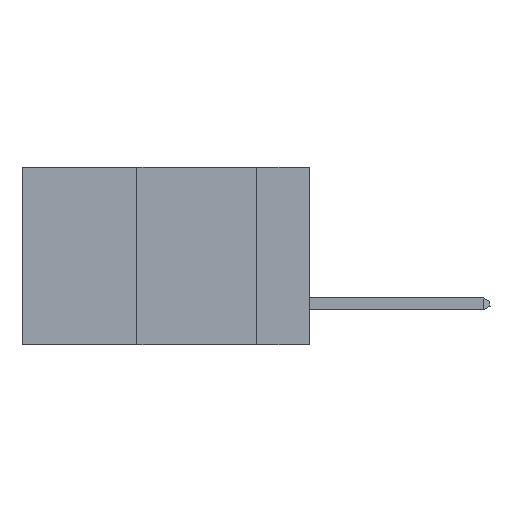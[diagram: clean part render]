
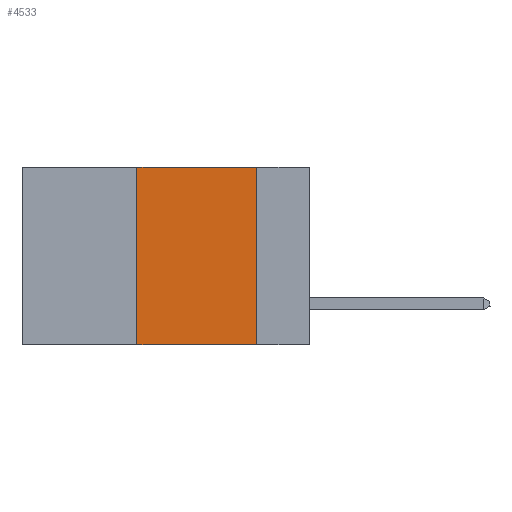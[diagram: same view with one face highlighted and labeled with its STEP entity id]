
A CAD part, left-side view. The second image highlights one B-rep face of the part: STEP entity #4533.
In plain terms, the highlighted planar face has unit normal (-1, 0, 0).
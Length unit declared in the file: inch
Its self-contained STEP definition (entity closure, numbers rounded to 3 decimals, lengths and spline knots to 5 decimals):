
#548 = CARTESIAN_POINT ( 'NONE',  ( 0., 0.36, -0.37 ) ) ;
#1336 = VERTEX_POINT ( 'NONE', #17244 ) ;
#1748 = DIRECTION ( 'NONE',  ( 0., -1., 0. ) ) ;
#2629 = ORIENTED_EDGE ( 'NONE', *, *, #4288, .F. ) ;
#2645 = VECTOR ( 'NONE', #12441, 39.37008 ) ;
#2679 = FACE_OUTER_BOUND ( 'NONE', #17143, .T. ) ;
#3516 = VERTEX_POINT ( 'NONE', #548 ) ;
#4258 = DIRECTION ( 'NONE',  ( 0., 0., -1. ) ) ;
#4288 = EDGE_CURVE ( 'NONE', #10377, #1336, #10300, .T. ) ;
#4533 = ADVANCED_FACE ( 'NONE', ( #2679 ), #9956, .F. ) ;
#4593 = CARTESIAN_POINT ( 'NONE',  ( 0., 0.36, 0. ) ) ;
#4718 = VECTOR ( 'NONE', #21344, 39.37008 ) ;
#5926 = ORIENTED_EDGE ( 'NONE', *, *, #11918, .T. ) ;
#6340 = DIRECTION ( 'NONE',  ( 0., 0., -1. ) ) ;
#6360 = ORIENTED_EDGE ( 'NONE', *, *, #21891, .F. ) ;
#7680 = LINE ( 'NONE', #15770, #9446 ) ;
#8051 = DIRECTION ( 'NONE',  ( 1., 0., 0. ) ) ;
#8400 = VERTEX_POINT ( 'NONE', #18322 ) ;
#8734 = LINE ( 'NONE', #22304, #13115 ) ;
#9446 = VECTOR ( 'NONE', #4258, 39.37008 ) ;
#9956 = PLANE ( 'NONE',  #21135 ) ;
#10300 = LINE ( 'NONE', #21265, #4718 ) ;
#10377 = VERTEX_POINT ( 'NONE', #4593 ) ;
#11918 = EDGE_CURVE ( 'NONE', #3516, #8400, #8734, .T. ) ;
#12441 = DIRECTION ( 'NONE',  ( 0., 0., 1. ) ) ;
#12568 = LINE ( 'NONE', #12763, #2645 ) ;
#12763 = CARTESIAN_POINT ( 'NONE',  ( 0., 0.36, 0. ) ) ;
#13115 = VECTOR ( 'NONE', #1748, 39.37008 ) ;
#15770 = CARTESIAN_POINT ( 'NONE',  ( 0., 0.11, 0. ) ) ;
#17143 = EDGE_LOOP ( 'NONE', ( #19363, #2629, #6360, #5926 ) ) ;
#17244 = CARTESIAN_POINT ( 'NONE',  ( 0., 0.11, 0. ) ) ;
#18322 = CARTESIAN_POINT ( 'NONE',  ( 0., 0.11, -0.37 ) ) ;
#19363 = ORIENTED_EDGE ( 'NONE', *, *, #20663, .F. ) ;
#20663 = EDGE_CURVE ( 'NONE', #1336, #8400, #7680, .T. ) ;
#21135 = AXIS2_PLACEMENT_3D ( 'NONE', #23232, #8051, #6340 ) ;
#21265 = CARTESIAN_POINT ( 'NONE',  ( 0., 0.6, 0. ) ) ;
#21344 = DIRECTION ( 'NONE',  ( 0., -1., 0. ) ) ;
#21891 = EDGE_CURVE ( 'NONE', #3516, #10377, #12568, .T. ) ;
#22304 = CARTESIAN_POINT ( 'NONE',  ( 0., 0.6, -0.37 ) ) ;
#23232 = CARTESIAN_POINT ( 'NONE',  ( 0., 0.6, 0. ) ) ;
